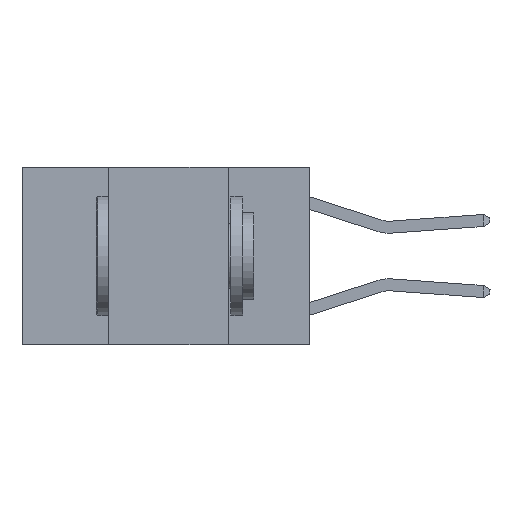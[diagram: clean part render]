
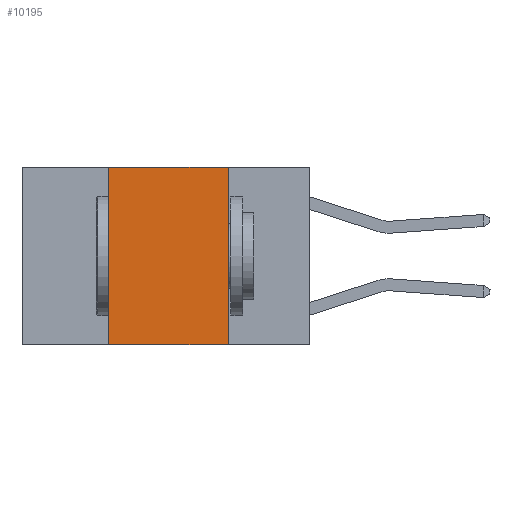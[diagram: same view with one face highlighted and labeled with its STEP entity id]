
A CAD part, left-side view. The second image highlights one B-rep face of the part: STEP entity #10195.
In plain terms, the highlighted planar face has unit normal (-1, 0, 0).
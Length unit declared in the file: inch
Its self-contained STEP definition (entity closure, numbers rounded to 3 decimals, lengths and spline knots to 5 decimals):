
#609 = LINE ( 'NONE', #8472, #5397 ) ;
#968 = DIRECTION ( 'NONE',  ( 0., 0., -1. ) ) ;
#1256 = VECTOR ( 'NONE', #968, 39.37008 ) ;
#2015 = ORIENTED_EDGE ( 'NONE', *, *, #4064, .F. ) ;
#2286 = CARTESIAN_POINT ( 'NONE',  ( 0., 0.6, 0. ) ) ;
#3592 = VECTOR ( 'NONE', #5905, 39.37008 ) ;
#4064 = EDGE_CURVE ( 'NONE', #8680, #18937, #10896, .T. ) ;
#4937 = CARTESIAN_POINT ( 'NONE',  ( 0., 0.17, -0.37 ) ) ;
#5029 = CARTESIAN_POINT ( 'NONE',  ( 0., 0.17, 0. ) ) ;
#5397 = VECTOR ( 'NONE', #20923, 39.37008 ) ;
#5905 = DIRECTION ( 'NONE',  ( 0., -1., 0. ) ) ;
#6652 = EDGE_CURVE ( 'NONE', #17793, #15365, #609, .T. ) ;
#8098 = FACE_OUTER_BOUND ( 'NONE', #14346, .T. ) ;
#8472 = CARTESIAN_POINT ( 'NONE',  ( 0., 0.42, 0. ) ) ;
#8680 = VERTEX_POINT ( 'NONE', #5029 ) ;
#8995 = EDGE_CURVE ( 'NONE', #15365, #8680, #13168, .T. ) ;
#9211 = CARTESIAN_POINT ( 'NONE',  ( 0., 0.6, -0.37 ) ) ;
#9274 = DIRECTION ( 'NONE',  ( 0., 0., -1. ) ) ;
#9522 = CARTESIAN_POINT ( 'NONE',  ( 0., 0.42, -0.37 ) ) ;
#10195 = ADVANCED_FACE ( 'NONE', ( #8098 ), #21609, .F. ) ;
#10896 = LINE ( 'NONE', #18889, #1256 ) ;
#11543 = EDGE_CURVE ( 'NONE', #17793, #18937, #13875, .T. ) ;
#11625 = ORIENTED_EDGE ( 'NONE', *, *, #8995, .F. ) ;
#13168 = LINE ( 'NONE', #2286, #3592 ) ;
#13875 = LINE ( 'NONE', #9211, #18082 ) ;
#14346 = EDGE_LOOP ( 'NONE', ( #2015, #11625, #16905, #22147 ) ) ;
#15365 = VERTEX_POINT ( 'NONE', #20640 ) ;
#16298 = DIRECTION ( 'NONE',  ( 0., -1., 0. ) ) ;
#16905 = ORIENTED_EDGE ( 'NONE', *, *, #6652, .F. ) ;
#17793 = VERTEX_POINT ( 'NONE', #9522 ) ;
#18082 = VECTOR ( 'NONE', #16298, 39.37008 ) ;
#18889 = CARTESIAN_POINT ( 'NONE',  ( 0., 0.17, 0. ) ) ;
#18937 = VERTEX_POINT ( 'NONE', #4937 ) ;
#19863 = CARTESIAN_POINT ( 'NONE',  ( 0., 0.6, 0. ) ) ;
#19941 = DIRECTION ( 'NONE',  ( 1., 0., 0. ) ) ;
#20640 = CARTESIAN_POINT ( 'NONE',  ( 0., 0.42, 0. ) ) ;
#20923 = DIRECTION ( 'NONE',  ( 0., 0., 1. ) ) ;
#21609 = PLANE ( 'NONE',  #21984 ) ;
#21984 = AXIS2_PLACEMENT_3D ( 'NONE', #19863, #19941, #9274 ) ;
#22147 = ORIENTED_EDGE ( 'NONE', *, *, #11543, .T. ) ;
